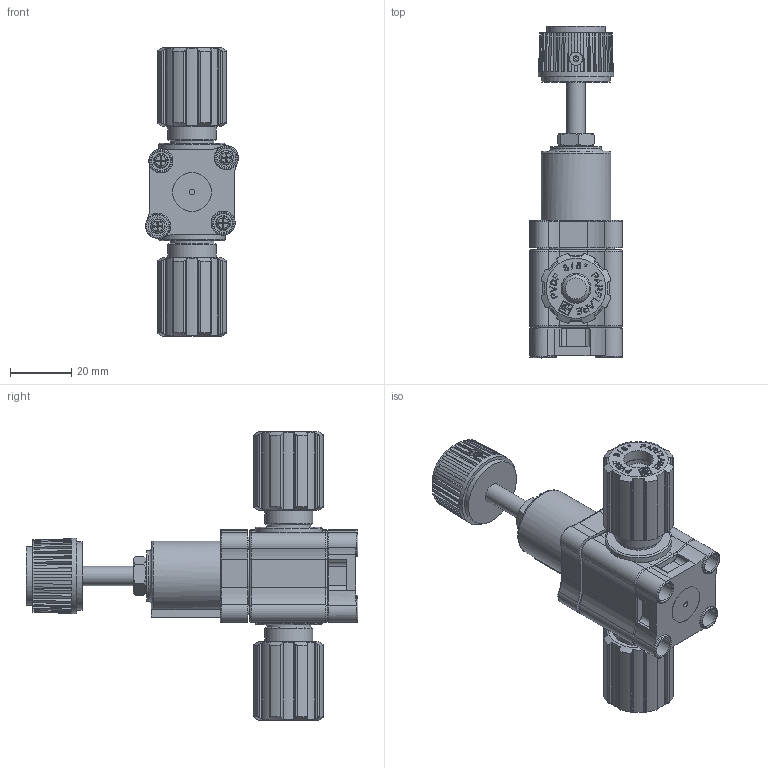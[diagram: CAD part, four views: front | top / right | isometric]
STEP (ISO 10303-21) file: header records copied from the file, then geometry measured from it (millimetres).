
FILE_DESCRIPTION(/* description */ (''),/* implementation_level */ '2;1');
FILE_NAME(/* name */ 'RV-646-02.ipt.stp',/* time_stamp */ '2017-07-14T15:50:46+05:00',/* author */ ('SK00463017'),/* organization */ (''),/* preprocessor_version */ 'ST-DEVELOPER v16.1',/* originating_system */ 'Autodesk Inventor 2016',/* authorisation */ '');
FILE_SCHEMA (('AUTOMOTIVE_DESIGN { 1 0 10303 214 3 1 1 }'));
Products named in the file (1): RV-646-02
Bounding box: 30.38 x 108.45 x 94.49 mm (x, y, z)
Volume: 70616.8 mm3; surface area: 27359.7 mm2
Topology: 2 solids, 3 shells, 3163 faces, 9297 edges, 6139 vertices
Faces by surface type: plane 2282, cylinder 449, bspline 290, cone 72, torus 70
Full cylindrical faces by diameter (mm): 1.778 x1, 1.854 x4, 2.794 x4, 2.845 x4, 3.048 x4, 3.15 x4, 3.81 x8, 3.861 x4, 4.026 x4, 4.318 x3, 4.445 x4, 4.826 x4, 6.134 x2, 6.147 x4, 6.241 x1, 6.452 x1, 7.874 x4, 9.779 x2, 10.795 x2, 12.7 x1, 14.331 x4, 14.389 x2, 14.643 x2, 15.738 x2, 16.002 x1, 16.51 x1, 16.764 x2, 17.272 x1, 19.177 x1, 21.844 x2
Entity records: 112190 total; most frequent: CARTESIAN_POINT 28863, ORIENTED_EDGE 18144, DIRECTION 14404, EDGE_CURVE 9072, LINE 6126, VECTOR 6126, VERTEX_POINT 6069, AXIS2_PLACEMENT_3D 4139
